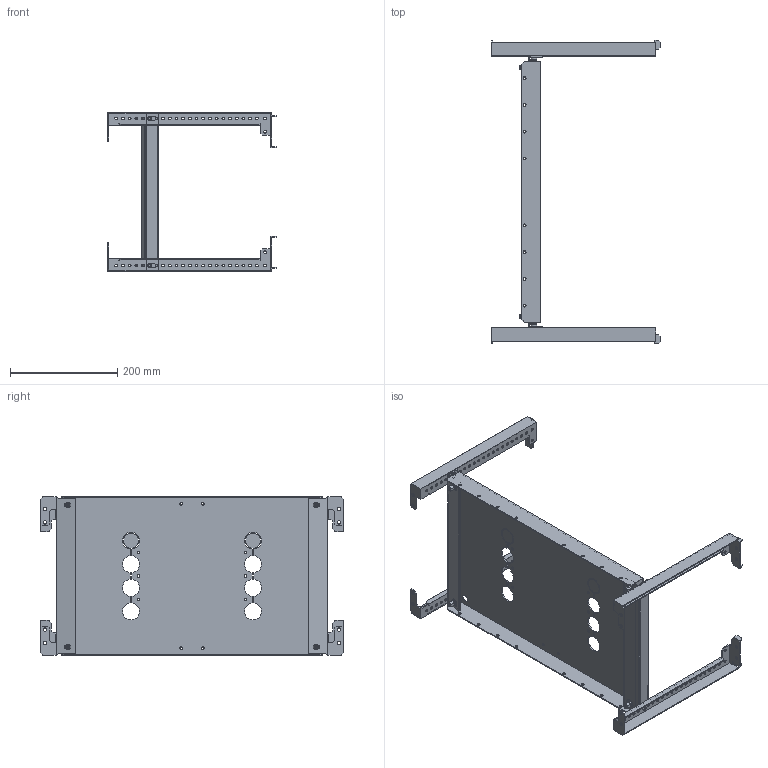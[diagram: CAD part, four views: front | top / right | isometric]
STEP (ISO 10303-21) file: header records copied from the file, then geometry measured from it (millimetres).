
FILE_DESCRIPTION (( 'STEP AP203' ), '1' );
FILE_NAME ('FO-00-HIF-030-060 FORMAT Ê-ò ãîðèçîíò. ARMAT MCCB H_I ôèêñ. 3-4P 300õ600 IEK.STEP', '2024-07-26T16:31:08', ( '' ), ( '' ), 'SwSTEP 2.0', 'SolidWorks 2022', '' );
FILE_SCHEMA (( 'CONFIG_CONTROL_DESIGN' ));
Length unit declared in the file: millimetre
Products named in the file (1): FO-00-HIF-030-060 FORMAT К-т горизонт. ARMAT MCCB H_I фикс. 3-4P 300х600 IEK
Bounding box: 314.5 x 565.63 x 297 mm (x, y, z)
Volume: 642419.6 mm3; surface area: 691134.6 mm2
Topology: 11 solids, 11 shells, 1074 faces, 2936 edges, 1936 vertices
Faces by surface type: cylinder 500, plane 486, cone 56, torus 32
Entity records: 35477 total; most frequent: CARTESIAN_POINT 6567, DIRECTION 6130, ORIENTED_EDGE 5872, EDGE_CURVE 2936, AXIS2_PLACEMENT_3D 2187, VERTEX_POINT 1936, VECTOR 1756, LINE 1756
